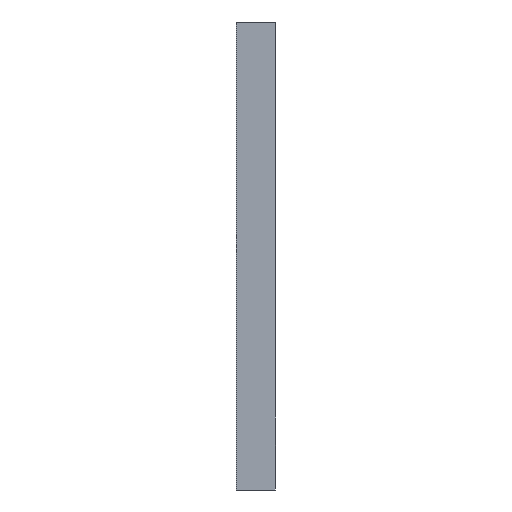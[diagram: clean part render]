
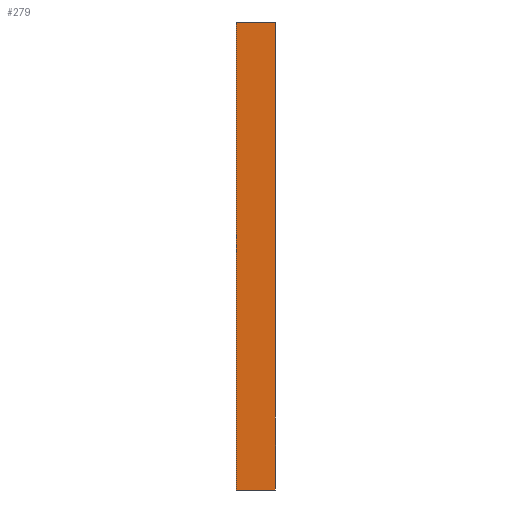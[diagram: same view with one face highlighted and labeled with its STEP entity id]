
A CAD part, left-side view. The second image highlights one B-rep face of the part: STEP entity #279.
In plain terms, the highlighted planar face has unit normal (-1, 0, 0).
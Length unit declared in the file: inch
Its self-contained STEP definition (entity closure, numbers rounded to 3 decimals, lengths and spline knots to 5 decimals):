
#14 = LINE ( 'NONE', #23, #145 ) ;
#23 = CARTESIAN_POINT ( 'NONE',  ( -6.625, 0.125, 1. ) ) ;
#32 = EDGE_CURVE ( 'NONE', #506, #177, #708, .T. ) ;
#64 = ORIENTED_EDGE ( 'NONE', *, *, #352, .F. ) ;
#65 = VECTOR ( 'NONE', #157, 39.37008 ) ;
#71 = CARTESIAN_POINT ( 'NONE',  ( -6.625, -0.125, -2. ) ) ;
#83 = DIRECTION ( 'NONE',  ( 0., -1., 0. ) ) ;
#135 = ORIENTED_EDGE ( 'NONE', *, *, #424, .F. ) ;
#136 = VERTEX_POINT ( 'NONE', #819 ) ;
#145 = VECTOR ( 'NONE', #83, 39.37008 ) ;
#157 = DIRECTION ( 'NONE',  ( 0., -1., 0. ) ) ;
#177 = VERTEX_POINT ( 'NONE', #739 ) ;
#185 = CARTESIAN_POINT ( 'NONE',  ( -6.625, 0.125, -2. ) ) ;
#186 = VECTOR ( 'NONE', #327, 39.37008 ) ;
#222 = CARTESIAN_POINT ( 'NONE',  ( -6.625, 0.125, -2. ) ) ;
#279 = ADVANCED_FACE ( 'NONE', ( #632 ), #762, .F. ) ;
#284 = ORIENTED_EDGE ( 'NONE', *, *, #630, .T. ) ;
#302 = LINE ( 'NONE', #222, #65 ) ;
#327 = DIRECTION ( 'NONE',  ( 0., 0., 1. ) ) ;
#352 = EDGE_CURVE ( 'NONE', #516, #136, #457, .T. ) ;
#382 = AXIS2_PLACEMENT_3D ( 'NONE', #185, #699, #389 ) ;
#389 = DIRECTION ( 'NONE',  ( 0., 0., -1. ) ) ;
#397 = VECTOR ( 'NONE', #530, 39.37008 ) ;
#424 = EDGE_CURVE ( 'NONE', #136, #177, #14, .T. ) ;
#439 = ORIENTED_EDGE ( 'NONE', *, *, #32, .T. ) ;
#457 = LINE ( 'NONE', #648, #397 ) ;
#506 = VERTEX_POINT ( 'NONE', #604 ) ;
#516 = VERTEX_POINT ( 'NONE', #804 ) ;
#530 = DIRECTION ( 'NONE',  ( 0., 0., 1. ) ) ;
#604 = CARTESIAN_POINT ( 'NONE',  ( -6.625, -0.125, -2. ) ) ;
#630 = EDGE_CURVE ( 'NONE', #516, #506, #302, .T. ) ;
#632 = FACE_OUTER_BOUND ( 'NONE', #789, .T. ) ;
#648 = CARTESIAN_POINT ( 'NONE',  ( -6.625, 0.125, -2. ) ) ;
#699 = DIRECTION ( 'NONE',  ( 1., 0., 0. ) ) ;
#708 = LINE ( 'NONE', #71, #186 ) ;
#739 = CARTESIAN_POINT ( 'NONE',  ( -6.625, -0.125, 1. ) ) ;
#762 = PLANE ( 'NONE',  #382 ) ;
#789 = EDGE_LOOP ( 'NONE', ( #439, #135, #64, #284 ) ) ;
#804 = CARTESIAN_POINT ( 'NONE',  ( -6.625, 0.125, -2. ) ) ;
#819 = CARTESIAN_POINT ( 'NONE',  ( -6.625, 0.125, 1. ) ) ;
